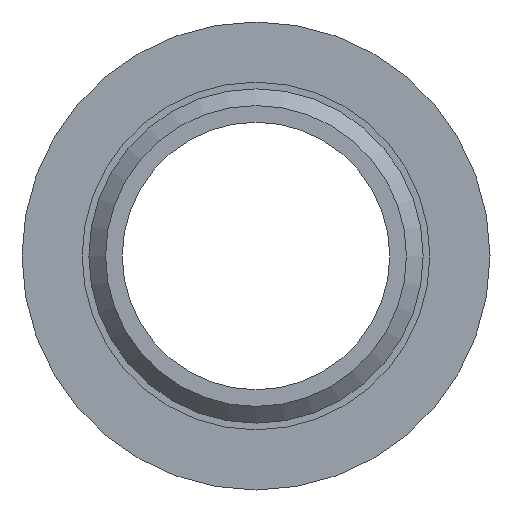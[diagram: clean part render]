
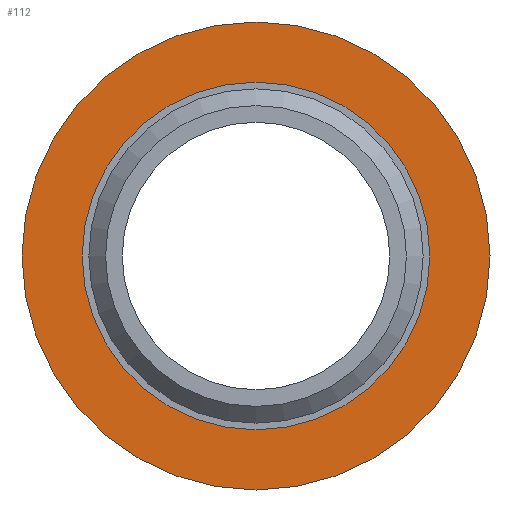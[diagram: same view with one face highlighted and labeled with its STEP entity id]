
A CAD part, front view. The second image highlights one B-rep face of the part: STEP entity #112.
In plain terms, the highlighted planar face has unit normal (0, -1, 0).
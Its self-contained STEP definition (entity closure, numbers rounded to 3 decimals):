
#27=FACE_BOUND('',#53,.T.);
#36=FACE_OUTER_BOUND('',#52,.T.);
#52=EDGE_LOOP('',(#97));
#53=EDGE_LOOP('',(#98));
#63=CIRCLE('',#130,5.2);
#64=CIRCLE('',#132,7.);
#72=VERTEX_POINT('',#194);
#73=VERTEX_POINT('',#197);
#81=EDGE_CURVE('',#72,#72,#63,.T.);
#82=EDGE_CURVE('',#73,#73,#64,.T.);
#97=ORIENTED_EDGE('',*,*,#82,.F.);
#98=ORIENTED_EDGE('',*,*,#81,.T.);
#104=PLANE('',#131);
#112=ADVANCED_FACE('',(#36,#27),#104,.T.);
#130=AXIS2_PLACEMENT_3D('',#195,#164,#165);
#131=AXIS2_PLACEMENT_3D('',#196,#166,#167);
#132=AXIS2_PLACEMENT_3D('',#198,#168,#169);
#164=DIRECTION('center_axis',(0.,1.,0.));
#165=DIRECTION('ref_axis',(-1.,0.,0.));
#166=DIRECTION('center_axis',(0.,-1.,0.));
#167=DIRECTION('ref_axis',(0.,0.,-1.));
#168=DIRECTION('center_axis',(0.,1.,0.));
#169=DIRECTION('ref_axis',(-1.,0.,0.));
#194=CARTESIAN_POINT('',(-5.2,12.5,0.));
#195=CARTESIAN_POINT('Origin',(0.,12.5,0.));
#196=CARTESIAN_POINT('Origin',(-6.1,12.5,0.));
#197=CARTESIAN_POINT('',(-7.,12.5,0.));
#198=CARTESIAN_POINT('Origin',(0.,12.5,0.));
